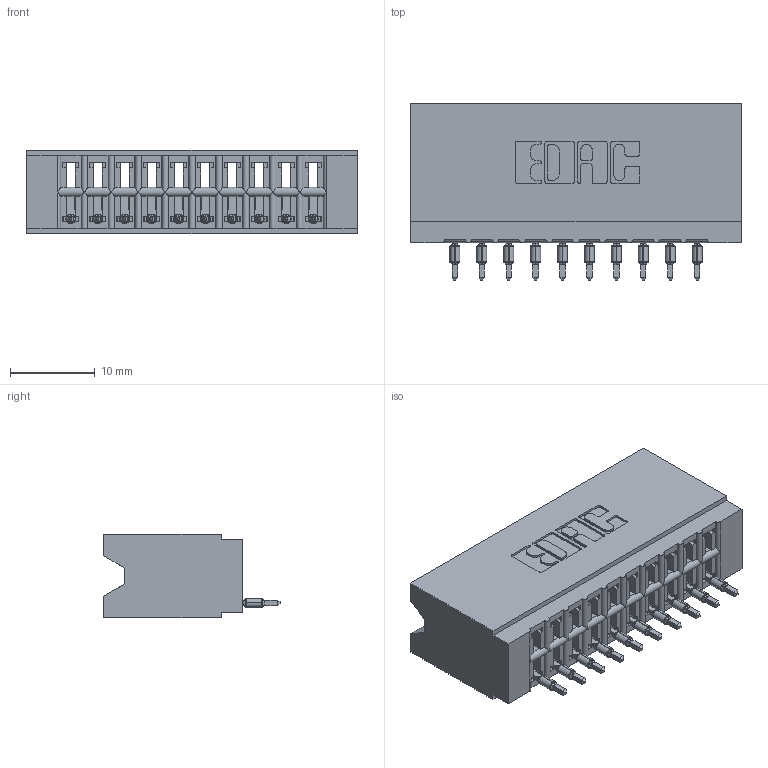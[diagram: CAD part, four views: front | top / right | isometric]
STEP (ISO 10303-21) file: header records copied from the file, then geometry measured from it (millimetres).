
FILE_DESCRIPTION (( 'STEP AP203' ), '1' );
FILE_NAME ('746-010-525-506.STEP', '2020-09-15T19:01:59', ( '' ), ( '' ), 'SwSTEP 2.0', 'SolidWorks 2020', '' );
FILE_SCHEMA (( 'CONFIG_CONTROL_DESIGN' ));
Length unit declared in the file: inch
Products named in the file (3): 746-010-525-506; 746-292-001_525; 746 Part_.340 Slot Depth - 06
Assembly tree (11 placements, depth 2):
  746-010-525-506
    746 Part_.340 Slot Depth - 06
    746-292-001_525  x10
Bounding box: 38.99 x 20.82 x 9.91 mm (x, y, z)
Volume: 4538.2 mm3; surface area: 5591.5 mm2
Topology: 11 solids, 11 shells, 1178 faces, 3335 edges, 2145 vertices
Faces by surface type: plane 686, cylinder 232, bspline 200, torus 60
Entity records: 19651 total; most frequent: CARTESIAN_POINT 4238, ORIENTED_EDGE 3340, DIRECTION 2824, EDGE_CURVE 1670, LINE 1386, VECTOR 1386, VERTEX_POINT 1101, AXIS2_PLACEMENT_3D 719
